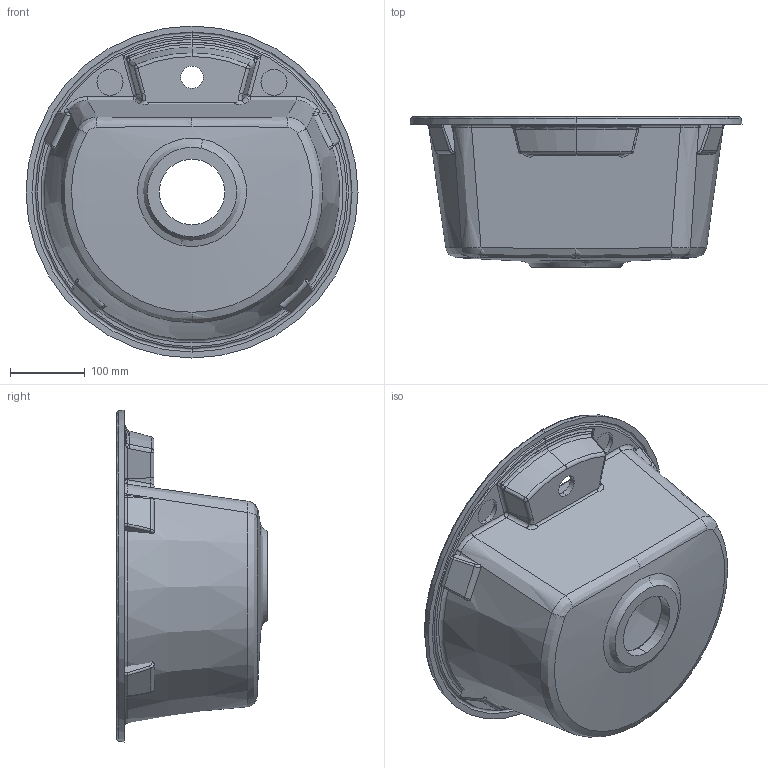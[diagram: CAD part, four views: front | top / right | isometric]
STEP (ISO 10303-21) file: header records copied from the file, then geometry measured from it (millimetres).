
FILE_DESCRIPTION (( 'STEP AP214' ), '1' );
FILE_NAME ('Valencia.STEP', '2019-02-19T14:06:04', ( '' ), ( '' ), 'SwSTEP 2.0', 'SolidWorks 2018', '' );
FILE_SCHEMA (( 'AUTOMOTIVE_DESIGN' ));
Length unit declared in the file: millimetre
Products named in the file (2): Valencia
Bounding box: 445.53 x 202 x 445.53 mm (x, y, z)
Volume: 3443588.3 mm3; surface area: 679467.7 mm2
Topology: 5 solids, 5 shells, 282 faces, 664 edges, 384 vertices
Faces by surface type: bspline 103, cylinder 67, plane 48, torus 40, cone 12, sphere 12
Entity records: 18122 total; most frequent: CARTESIAN_POINT 12446, ORIENTED_EDGE 1296, DIRECTION 1022, EDGE_CURVE 648, AXIS2_PLACEMENT_3D 433, VERTEX_POINT 384, EDGE_LOOP 294, FACE_OUTER_BOUND 282
